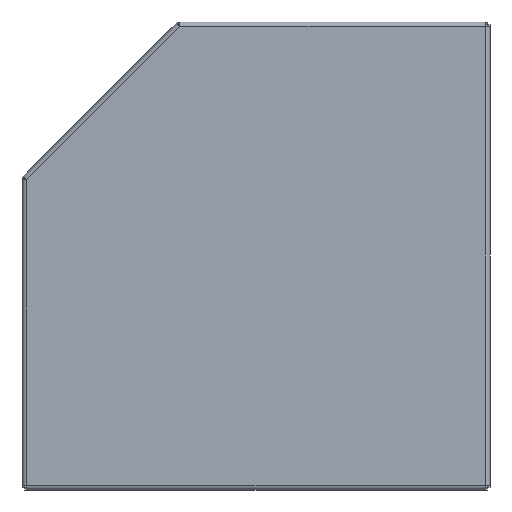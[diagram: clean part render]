
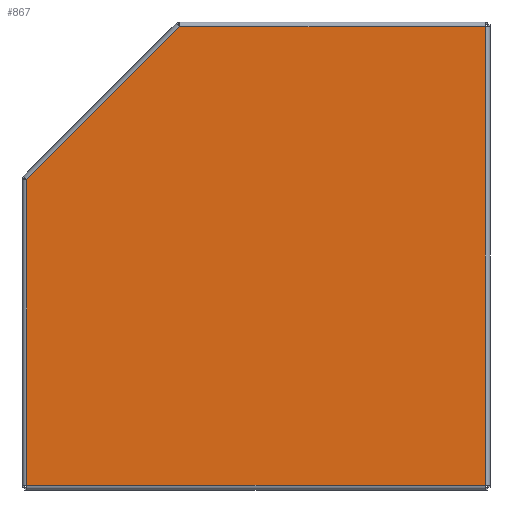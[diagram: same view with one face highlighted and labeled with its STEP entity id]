
A CAD part, front view. The second image highlights one B-rep face of the part: STEP entity #867.
In plain terms, the highlighted planar face has unit normal (0, -1, 0).
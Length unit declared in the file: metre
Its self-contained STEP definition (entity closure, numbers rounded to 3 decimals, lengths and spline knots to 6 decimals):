
#55=ORIENTED_EDGE('',*,*,#305,.F.);
#56=ORIENTED_EDGE('',*,*,#306,.T.);
#57=ORIENTED_EDGE('',*,*,#307,.T.);
#58=ORIENTED_EDGE('',*,*,#308,.T.);
#59=ORIENTED_EDGE('',*,*,#309,.F.);
#305=EDGE_CURVE('',#430,#431,#500,.T.);
#306=EDGE_CURVE('',#430,#432,#501,.T.);
#307=EDGE_CURVE('',#432,#433,#502,.T.);
#308=EDGE_CURVE('',#433,#434,#503,.T.);
#309=EDGE_CURVE('',#431,#434,#504,.T.);
#430=VERTEX_POINT('',#1288);
#431=VERTEX_POINT('',#1289);
#432=VERTEX_POINT('',#1291);
#433=VERTEX_POINT('',#1293);
#434=VERTEX_POINT('',#1295);
#500=LINE('',#1287,#605);
#501=LINE('',#1290,#606);
#502=LINE('',#1292,#607);
#503=LINE('',#1294,#608);
#504=LINE('',#1296,#609);
#605=VECTOR('',#1024,1.);
#606=VECTOR('',#1025,1.);
#607=VECTOR('',#1026,1.);
#608=VECTOR('',#1027,1.);
#609=VECTOR('',#1028,1.);
#706=EDGE_LOOP('',(#55,#56,#57,#58,#59));
#763=FACE_BOUND('',#706,.T.);
#820=PLANE('',#937);
#867=ADVANCED_FACE('',(#763),#820,.T.);
#937=AXIS2_PLACEMENT_3D('',#1286,#1022,#1023);
#1022=DIRECTION('',(0.,-1.,0.));
#1023=DIRECTION('',(1.,0.,0.));
#1024=DIRECTION('',(-1.,0.,0.));
#1025=DIRECTION('',(0.,0.,1.));
#1026=DIRECTION('',(-1.,0.,0.));
#1027=DIRECTION('',(-0.707,0.,-0.707));
#1028=DIRECTION('',(0.,0.,1.));
#1286=CARTESIAN_POINT('',(0.,-0.0015,0.));
#1287=CARTESIAN_POINT('',(0.,-0.0015,-0.1485));
#1288=CARTESIAN_POINT('',(0.1485,-0.0015,-0.1485));
#1289=CARTESIAN_POINT('',(-0.1485,-0.0015,-0.1485));
#1290=CARTESIAN_POINT('',(0.1485,-0.0015,0.));
#1291=CARTESIAN_POINT('',(0.1485,-0.0015,0.1485));
#1292=CARTESIAN_POINT('',(0.,-0.0015,0.1485));
#1293=CARTESIAN_POINT('',(-0.049379,-0.0015,0.1485));
#1294=CARTESIAN_POINT('',(-0.098939,-0.0015,0.098939));
#1295=CARTESIAN_POINT('',(-0.1485,-0.0015,0.049379));
#1296=CARTESIAN_POINT('',(-0.1485,-0.0015,-0.05));
